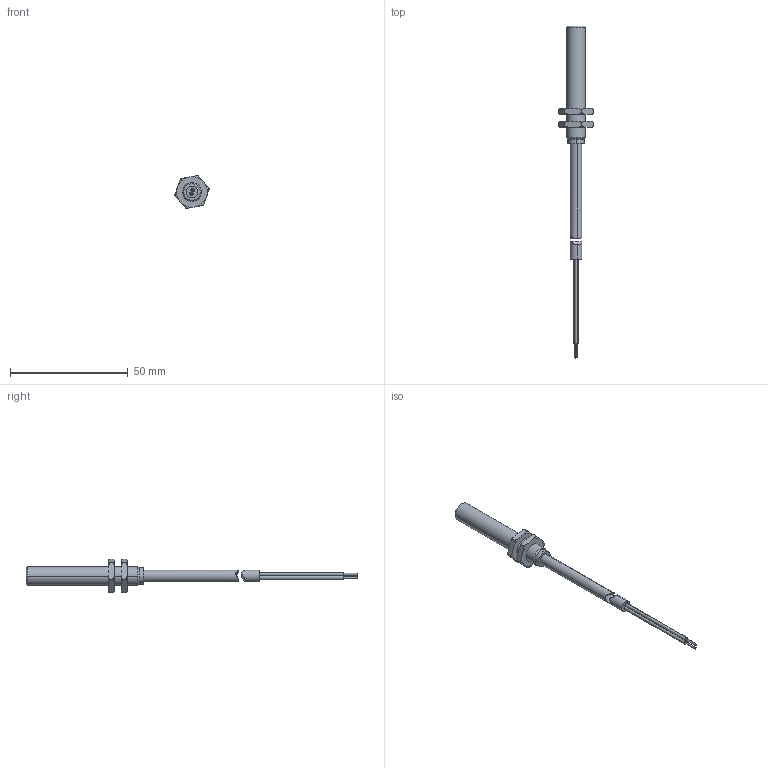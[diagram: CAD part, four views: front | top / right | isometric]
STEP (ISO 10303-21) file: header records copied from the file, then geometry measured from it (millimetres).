
FILE_DESCRIPTION (( 'STEP AP214' ), '1' );
FILE_NAME ('D082.STEP', '2022-02-10T16:05:44', ( '' ), ( '' ), 'SwSTEP 2.0', 'SolidWorks 2021', '' );
FILE_SCHEMA (( 'AUTOMOTIVE_DESIGN' ));
Length unit declared in the file: millimetre
Products named in the file (5): 1D0820000000_pieno; 1VDA08300000; D082; Cavo 1PDA; 1STA1705000
Assembly tree (5 placements, depth 2):
  D082
    1D0820000000_pieno
    1STA1705000
    Cavo 1PDA
    1VDA08300000  x2
Bounding box: 14.75 x 141 x 14.16 mm (x, y, z)
Volume: 2559.2 mm3; surface area: 4323.5 mm2
Topology: 6 solids, 6 shells, 88 faces, 202 edges, 132 vertices
Faces by surface type: plane 28, torus 28, cylinder 26, cone 4, bspline 2
Entity records: 2649 total; most frequent: CARTESIAN_POINT 854, DIRECTION 314, ORIENTED_EDGE 276, EDGE_CURVE 138, AXIS2_PLACEMENT_3D 134, VERTEX_POINT 90, EDGE_LOOP 74, FACE_OUTER_BOUND 64
